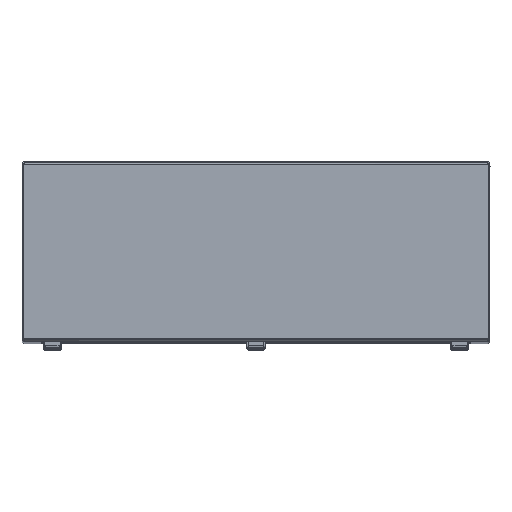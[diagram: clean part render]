
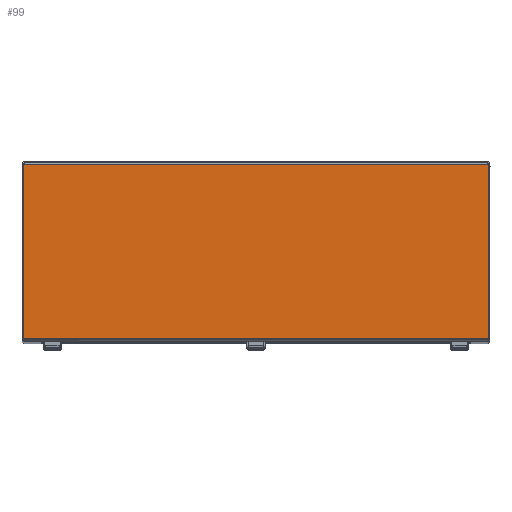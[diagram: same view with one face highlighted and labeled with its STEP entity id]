
A CAD part, top view. The second image highlights one B-rep face of the part: STEP entity #99.
In plain terms, the highlighted planar face has unit normal (0, 0, 1).
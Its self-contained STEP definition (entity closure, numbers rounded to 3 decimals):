
#6 = EDGE_CURVE ( 'NONE', #6869, #16018, #1567, .T. ) ;
#99 = ADVANCED_FACE ( 'NONE', ( #15414 ), #10202, .F. ) ;
#156 = CARTESIAN_POINT ( 'NONE',  ( -497., 3., 20. ) ) ;
#595 = VECTOR ( 'NONE', #5357, 1000. ) ;
#977 = CARTESIAN_POINT ( 'NONE',  ( -500., 3., 20. ) ) ;
#1567 = LINE ( 'NONE', #11086, #3335 ) ;
#1756 = ORIENTED_EDGE ( 'NONE', *, *, #10380, .T. ) ;
#1996 = VERTEX_POINT ( 'NONE', #17507 ) ;
#2112 = EDGE_CURVE ( 'NONE', #12170, #8622, #6475, .T. ) ;
#3030 = ORIENTED_EDGE ( 'NONE', *, *, #14293, .F. ) ;
#3083 = VECTOR ( 'NONE', #11795, 1000. ) ;
#3335 = VECTOR ( 'NONE', #12190, 1000. ) ;
#3356 = VECTOR ( 'NONE', #3796, 1000. ) ;
#3631 = EDGE_CURVE ( 'NONE', #12170, #1996, #11792, .T. ) ;
#3796 = DIRECTION ( 'NONE',  ( -1., 0., 0. ) ) ;
#3801 = CARTESIAN_POINT ( 'NONE',  ( 497., 0., 20. ) ) ;
#4094 = DIRECTION ( 'NONE',  ( -1., 0., 0. ) ) ;
#4700 = CARTESIAN_POINT ( 'NONE',  ( 0., 0., 20. ) ) ;
#4735 = CARTESIAN_POINT ( 'NONE',  ( -495.586, 3., 20. ) ) ;
#4770 = AXIS2_PLACEMENT_3D ( 'NONE', #4700, #11458, #12541 ) ;
#5357 = DIRECTION ( 'NONE',  ( 1., 0., 0. ) ) ;
#5429 = DIRECTION ( 'NONE',  ( 0., -1., 0. ) ) ;
#5897 = CARTESIAN_POINT ( 'NONE',  ( 497., 376., 20. ) ) ;
#6290 = CARTESIAN_POINT ( 'NONE',  ( 500., 3., 20. ) ) ;
#6475 = LINE ( 'NONE', #3801, #17787 ) ;
#6604 = LINE ( 'NONE', #12112, #8428 ) ;
#6730 = VERTEX_POINT ( 'NONE', #14138 ) ;
#6869 = VERTEX_POINT ( 'NONE', #8999 ) ;
#7035 = EDGE_CURVE ( 'NONE', #1996, #10155, #14940, .T. ) ;
#7253 = VERTEX_POINT ( 'NONE', #156 ) ;
#7427 = VECTOR ( 'NONE', #14840, 1000. ) ;
#7661 = ORIENTED_EDGE ( 'NONE', *, *, #7035, .F. ) ;
#7665 = CARTESIAN_POINT ( 'NONE',  ( -495.586, 376., 20. ) ) ;
#8393 = LINE ( 'NONE', #13825, #14335 ) ;
#8428 = VECTOR ( 'NONE', #5429, 1000. ) ;
#8622 = VERTEX_POINT ( 'NONE', #5897 ) ;
#8758 = ORIENTED_EDGE ( 'NONE', *, *, #6, .T. ) ;
#8999 = CARTESIAN_POINT ( 'NONE',  ( 495.586, 376., 20. ) ) ;
#10155 = VERTEX_POINT ( 'NONE', #4735 ) ;
#10202 = PLANE ( 'NONE',  #4770 ) ;
#10380 = EDGE_CURVE ( 'NONE', #6730, #7253, #6604, .T. ) ;
#10584 = ORIENTED_EDGE ( 'NONE', *, *, #15763, .T. ) ;
#10683 = ORIENTED_EDGE ( 'NONE', *, *, #3631, .F. ) ;
#11086 = CARTESIAN_POINT ( 'NONE',  ( 500., 376., 20. ) ) ;
#11458 = DIRECTION ( 'NONE',  ( 0., 0., -1. ) ) ;
#11792 = LINE ( 'NONE', #977, #7427 ) ;
#11795 = DIRECTION ( 'NONE',  ( 1., 0., 0. ) ) ;
#11974 = DIRECTION ( 'NONE',  ( 0., 1., 0. ) ) ;
#12112 = CARTESIAN_POINT ( 'NONE',  ( -497., 0., 20. ) ) ;
#12170 = VERTEX_POINT ( 'NONE', #12938 ) ;
#12190 = DIRECTION ( 'NONE',  ( -1., 0., 0. ) ) ;
#12541 = DIRECTION ( 'NONE',  ( -1., 0., 0. ) ) ;
#12938 = CARTESIAN_POINT ( 'NONE',  ( 497., 3., 20. ) ) ;
#13825 = CARTESIAN_POINT ( 'NONE',  ( 500., 376., 20. ) ) ;
#13834 = ORIENTED_EDGE ( 'NONE', *, *, #2112, .T. ) ;
#14138 = CARTESIAN_POINT ( 'NONE',  ( -497., 376., 20. ) ) ;
#14293 = EDGE_CURVE ( 'NONE', #6730, #16018, #17653, .T. ) ;
#14312 = EDGE_LOOP ( 'NONE', ( #1756, #14457, #7661, #10683, #13834, #10584, #8758, #3030 ) ) ;
#14335 = VECTOR ( 'NONE', #4094, 1000. ) ;
#14457 = ORIENTED_EDGE ( 'NONE', *, *, #15319, .T. ) ;
#14839 = CARTESIAN_POINT ( 'NONE',  ( 500., 376., 20. ) ) ;
#14840 = DIRECTION ( 'NONE',  ( -1., 0., 0. ) ) ;
#14940 = LINE ( 'NONE', #17751, #3356 ) ;
#15319 = EDGE_CURVE ( 'NONE', #7253, #10155, #15578, .T. ) ;
#15414 = FACE_OUTER_BOUND ( 'NONE', #14312, .T. ) ;
#15578 = LINE ( 'NONE', #6290, #3083 ) ;
#15763 = EDGE_CURVE ( 'NONE', #8622, #6869, #8393, .T. ) ;
#16018 = VERTEX_POINT ( 'NONE', #7665 ) ;
#17507 = CARTESIAN_POINT ( 'NONE',  ( 495.586, 3., 20. ) ) ;
#17653 = LINE ( 'NONE', #14839, #595 ) ;
#17751 = CARTESIAN_POINT ( 'NONE',  ( -500., 3., 20. ) ) ;
#17787 = VECTOR ( 'NONE', #11974, 1000. ) ;
